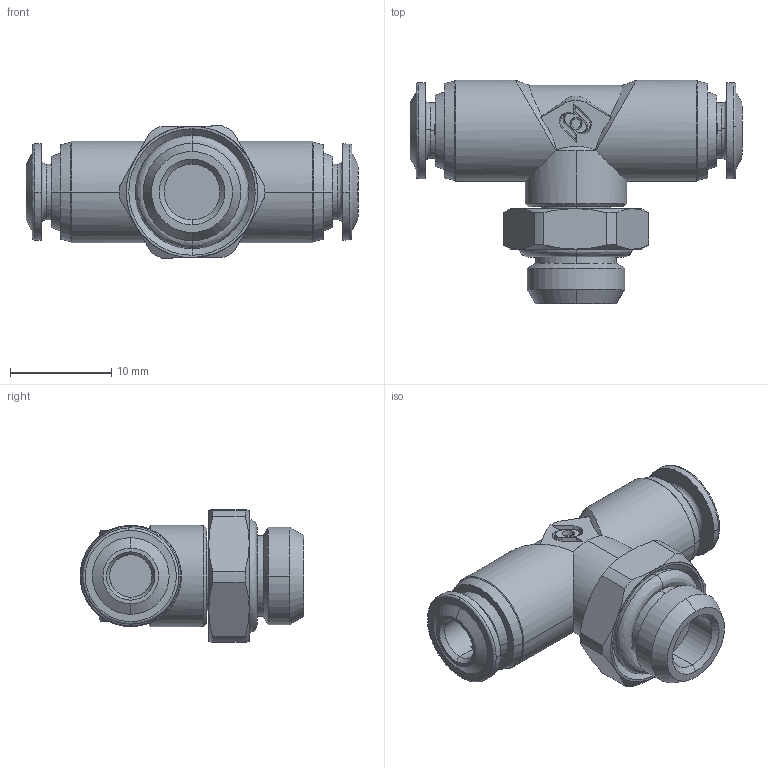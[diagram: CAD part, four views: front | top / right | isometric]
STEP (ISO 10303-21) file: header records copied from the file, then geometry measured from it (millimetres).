
FILE_DESCRIPTION (( 'STEP AP214' ), '1' );
FILE_NAME ('7021600003A.STEP', '2012-10-22T13:42:00', ( '' ), ( '' ), 'SwSTEP 2.0', 'SolidWorks 2012', '' );
FILE_SCHEMA (( 'AUTOMOTIVE_DESIGN' ));
Length unit declared in the file: millimetre
Products named in the file (1): 7021600003A
Bounding box: 32.8 x 22.1 x 13.06 mm (x, y, z)
Volume: 3253.6 mm3; surface area: 2348.7 mm2
Topology: 2 solids, 2 shells, 194 faces, 489 edges, 315 vertices
Faces by surface type: cone 68, plane 67, cylinder 37, bspline 22
Entity records: 7416 total; most frequent: CARTESIAN_POINT 2754, ORIENTED_EDGE 978, DIRECTION 952, EDGE_CURVE 489, AXIS2_PLACEMENT_3D 386, VERTEX_POINT 315, EDGE_LOOP 220, CIRCLE 213
